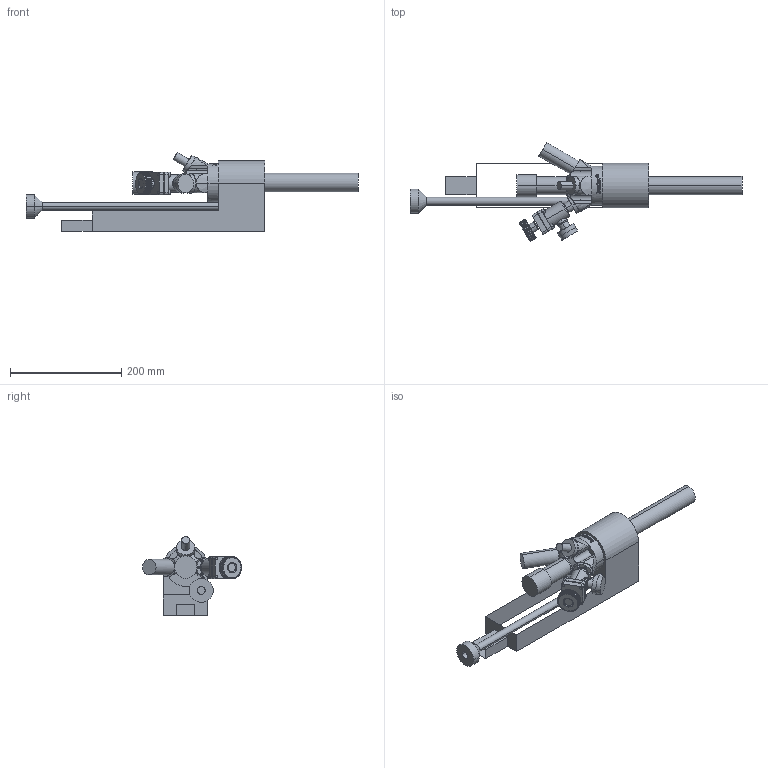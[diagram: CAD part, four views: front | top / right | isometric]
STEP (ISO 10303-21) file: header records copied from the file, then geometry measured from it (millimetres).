
FILE_DESCRIPTION(('STEP AP214'),'1');
FILE_NAME('Standard-eva ein210323.stp','2021-03-23T11:32:32',(' '),(' '),'Spatial InterOp 3D',' ',' ');
FILE_SCHEMA(('AUTOMOTIVE_DESIGN { 1 0 10303 214 1 1 1 1 }'));
Length unit declared in the file: metre
Products named in the file (1): Oberfläche
Bounding box: 597.02 x 177.93 x 141.93 mm (x, y, z)
Volume: 551759.1 mm3; surface area: 204785.5 mm2
Topology: 4 solids, 29 shells, 1145 faces, 2969 edges, 1863 vertices
Faces by surface type: plane 409, cylinder 408, cone 158, bspline 122, torus 48
Entity records: 67611 total; most frequent: CARTESIAN_POINT 30694, DIRECTION 5859, ORIENTED_EDGE 5751, EDGE_CURVE 2887, AXIS2_PLACEMENT_3D 2292, VERTEX_POINT 1863, LINE 1275, VECTOR 1275
